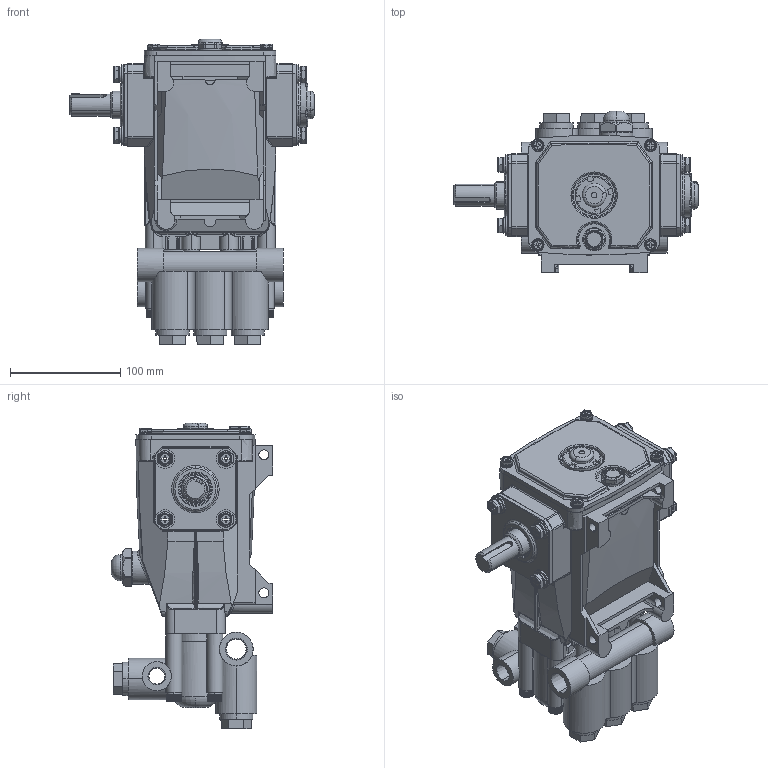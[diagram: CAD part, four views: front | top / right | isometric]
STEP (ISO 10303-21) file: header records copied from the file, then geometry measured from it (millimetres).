
FILE_DESCRIPTION (( 'STEP AP214' ), '1' );
FILE_NAME ('5CP3110CSS.STEP', '2017-05-02T18:21:44', ( '' ), ( '' ), 'SwSTEP 2.0', 'SolidWorks 2017', '' );
FILE_SCHEMA (( 'AUTOMOTIVE_DESIGN' ));
Length unit declared in the file: inch
Products named in the file (1): 5CP3110CSS
Bounding box: 221.15 x 146.2 x 276.51 mm (x, y, z)
Surface area: 229014.8 mm2 (no closed solid volume)
Topology: 0 solids, 22 shells, 1888 faces, 9073 edges, 6555 vertices
Faces by surface type: plane 900, cylinder 683, torus 158, bspline 90, cone 50, sphere 7
Entity records: 125432 total; most frequent: CARTESIAN_POINT 34077, ORIENTED_EDGE 13893, DIRECTION 12606, EDGE_CURVE 9059, VERTEX_POINT 6555, AXIS2_PLACEMENT_3D 4343, VECTOR 3920, LINE 3920
